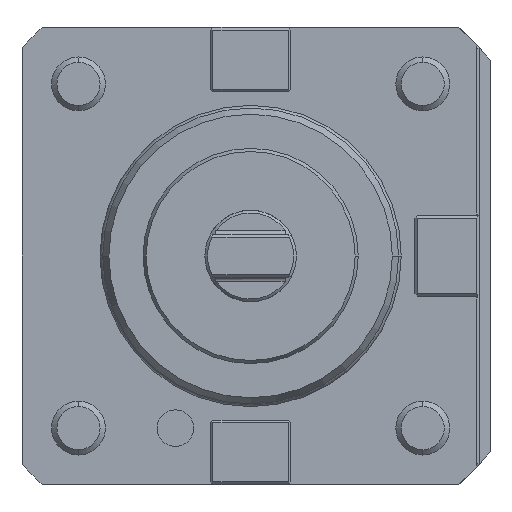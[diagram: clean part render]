
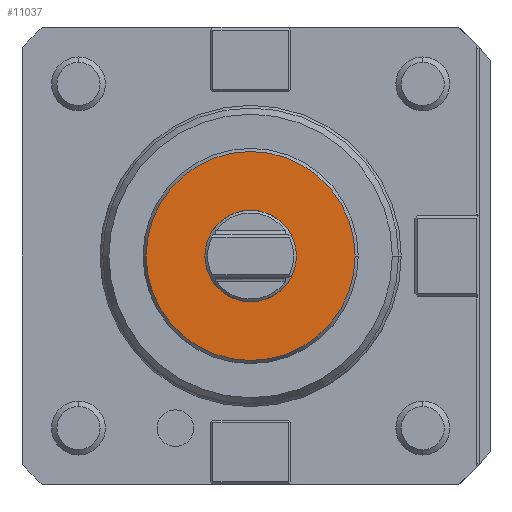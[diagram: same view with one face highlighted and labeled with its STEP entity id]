
A CAD part, front view. The second image highlights one B-rep face of the part: STEP entity #11037.
In plain terms, the highlighted planar face has unit normal (0, -1, 0).
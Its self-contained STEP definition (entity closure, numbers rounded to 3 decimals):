
#4003=CARTESIAN_POINT('',(0.,-54.,0.));
#4004=DIRECTION('',(0.,1.,0.));
#4005=DIRECTION('',(-1.,0.,0.));
#4006=AXIS2_PLACEMENT_3D('',#4003,#4004,#4005);
#4008=CARTESIAN_POINT('',(0.,-54.,0.));
#4009=DIRECTION('',(0.,1.,0.));
#4010=DIRECTION('',(1.,0.,0.));
#4011=AXIS2_PLACEMENT_3D('',#4008,#4009,#4010);
#4013=CARTESIAN_POINT('',(0.,-54.,0.));
#4014=DIRECTION('',(0.,1.,0.));
#4015=DIRECTION('',(0.,0.,-1.));
#4016=AXIS2_PLACEMENT_3D('',#4013,#4014,#4015);
#4028=CARTESIAN_POINT('',(0.,-54.,0.));
#4029=DIRECTION('',(0.,1.,0.));
#4030=DIRECTION('',(0.,0.,1.));
#4031=AXIS2_PLACEMENT_3D('',#4028,#4029,#4030);
#5901=CARTESIAN_POINT('',(-19.423,-54.,0.));
#5902=CARTESIAN_POINT('',(19.423,-54.,0.));
#5903=VERTEX_POINT('',#5901);
#5904=VERTEX_POINT('',#5902);
#6594=CARTESIAN_POINT('',(0.,-54.,-8.5));
#6595=CARTESIAN_POINT('',(0.,-54.,8.5));
#6596=VERTEX_POINT('',#6594);
#6597=VERTEX_POINT('',#6595);
#11022=CARTESIAN_POINT('',(0.,-54.,0.));
#11023=DIRECTION('',(0.,-1.,0.));
#11024=DIRECTION('',(-1.,0.,0.));
#11025=AXIS2_PLACEMENT_3D('',#11022,#11023,#11024);
#11026=PLANE('',#11025);
#11027=ORIENTED_EDGE('',*,*,#10989,.T.);
#11028=ORIENTED_EDGE('',*,*,#11004,.T.);
#11029=EDGE_LOOP('',(#11027,#11028));
#11030=FACE_OUTER_BOUND('',#11029,.F.);
#11032=ORIENTED_EDGE('',*,*,#11031,.F.);
#11034=ORIENTED_EDGE('',*,*,#11033,.F.);
#11035=EDGE_LOOP('',(#11032,#11034));
#11036=FACE_BOUND('',#11035,.F.);
#4007=CIRCLE('',#4006,19.423);
#4012=CIRCLE('',#4011,19.423);
#4017=CIRCLE('',#4016,8.5);
#4032=CIRCLE('',#4031,8.5);
#10989=EDGE_CURVE('',#5903,#5904,#4007,.T.);
#11004=EDGE_CURVE('',#5904,#5903,#4012,.T.);
#11031=EDGE_CURVE('',#6596,#6597,#4017,.T.);
#11033=EDGE_CURVE('',#6597,#6596,#4032,.T.);
#11037=ADVANCED_FACE('',(#11030,#11036),#11026,.T.);
